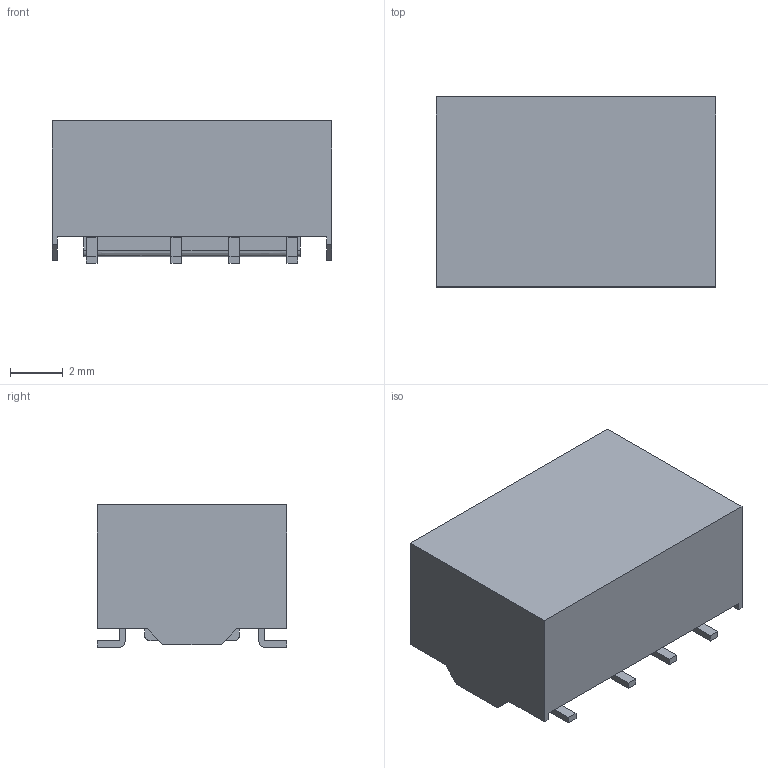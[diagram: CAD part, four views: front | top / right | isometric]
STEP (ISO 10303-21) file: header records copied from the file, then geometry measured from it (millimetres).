
FILE_DESCRIPTION(('HOOPS Exchange Step'),'2;1');
FILE_NAME('export-28413D0D-9C08-4770-94EF-A618EDB8CCAB.stp','2023-01-01T15:54:27-08:00',('Daxxn'),('Alibre'),'HOOPS Exchange 2022.0','Alibre','Unknown authorisation');
FILE_SCHEMA( ('AP242_MANAGED_MODEL_BASED_3D_ENGINEERING_MIM_LF {1 0 10303 442 1 1 4 }') );
Length unit declared in the file: millimetre
Products named in the file (10): Casing; Body2; Body3; Body4; Body5; Body6; Body7; Body8; Body9; AGQ200S4HZ-SMD v2
Assembly tree (9 placements, depth 2):
  AGQ200S4HZ-SMD v2
    Casing
    Body2
    Body3
    Body4
    Body5
    Body6
    Body7
    Body8
    Body9
Bounding box: 10.6 x 7.2 x 5.4 mm (x, y, z)
Volume: 360.6 mm3; surface area: 360.6 mm2
Topology: 9 solids, 9 shells, 105 faces, 258 edges, 172 vertices
Faces by surface type: plane 87, cylinder 16, bspline 2
Entity records: 3486 total; most frequent: CARTESIAN_POINT 629, DIRECTION 528, ORIENTED_EDGE 516, EDGE_CURVE 258, VECTOR 218, LINE 218, VERTEX_POINT 172, AXIS2_PLACEMENT_3D 155
